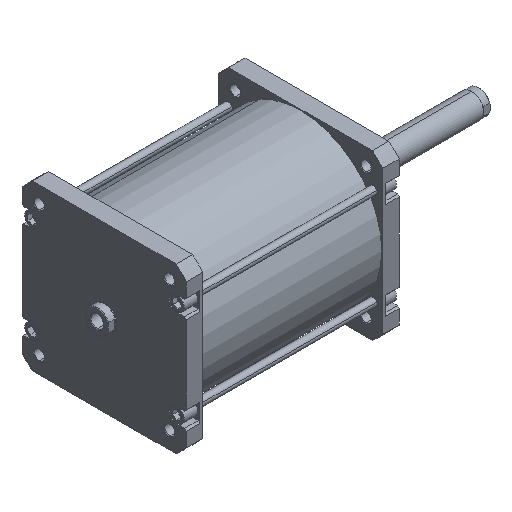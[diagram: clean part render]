
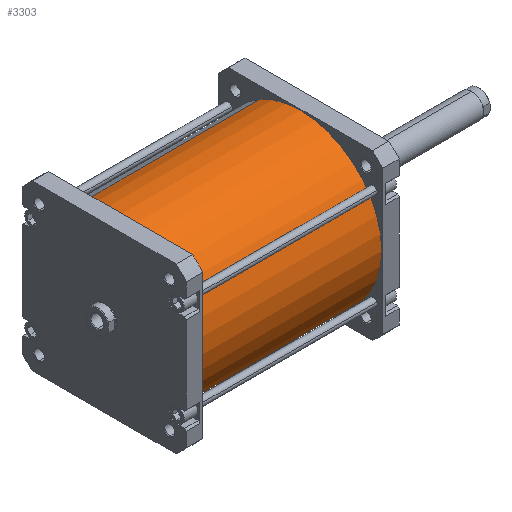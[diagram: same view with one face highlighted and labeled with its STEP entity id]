
A CAD part, isometric view. The second image highlights one B-rep face of the part: STEP entity #3303.
In plain terms, the highlighted cylindrical face has radius 168 mm (diameter 336 mm), a partial arc.
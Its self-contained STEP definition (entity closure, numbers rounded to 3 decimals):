
#603 = CARTESIAN_POINT ( 'NONE',  ( -168., 0., 372. ) ) ;
#609 = CARTESIAN_POINT ( 'NONE',  ( 168., 0., 0. ) ) ;
#627 = CARTESIAN_POINT ( 'NONE',  ( 168., 0., 372. ) ) ;
#630 = CARTESIAN_POINT ( 'NONE',  ( -168., 0., 0. ) ) ;
#1603 = EDGE_CURVE ( 'NONE', #6036, #6083, #3170, .T. ) ;
#1807 = ORIENTED_EDGE ( 'NONE', *, *, #2544, .T. ) ;
#1810 = ORIENTED_EDGE ( 'NONE', *, *, #2551, .F. ) ;
#1811 = ORIENTED_EDGE ( 'NONE', *, *, #1603, .F. ) ;
#1813 = ORIENTED_EDGE ( 'NONE', *, *, #2549, .T. ) ;
#2089 = EDGE_LOOP ( 'NONE', ( #1810, #1811, #1813, #1807 ) ) ;
#2544 = EDGE_CURVE ( 'NONE', #6086, #6051, #3753, .T. ) ;
#2549 = EDGE_CURVE ( 'NONE', #6036, #6086, #3756, .T. ) ;
#2551 = EDGE_CURVE ( 'NONE', #6083, #6051, #3760, .T. ) ;
#2631 = AXIS2_PLACEMENT_3D ( 'NONE', #5997, #6002, #5912 ) ;
#2754 = AXIS2_PLACEMENT_3D ( 'NONE', #4635, #4661, #4662 ) ;
#2829 = AXIS2_PLACEMENT_3D ( 'NONE', #5062, #5061, #5060 ) ;
#3170 = CIRCLE ( 'NONE', #2631, 168. ) ;
#3303 = ADVANCED_FACE ( 'NONE', ( #3951 ), #3954, .T. ) ;
#3688 = VECTOR ( 'NONE', #4696, 1000. ) ;
#3753 = CIRCLE ( 'NONE', #2754, 168. ) ;
#3756 = LINE ( 'NONE', #4685, #3757 ) ;
#3757 = VECTOR ( 'NONE', #4687, 1000. ) ;
#3760 = LINE ( 'NONE', #4660, #3688 ) ;
#3951 = FACE_OUTER_BOUND ( 'NONE', #2089, .T. ) ;
#3954 = CYLINDRICAL_SURFACE ( 'NONE', #2829, 168. ) ;
#4635 = CARTESIAN_POINT ( 'NONE',  ( 0., 0., 0. ) ) ;
#4660 = CARTESIAN_POINT ( 'NONE',  ( 168., 0., 372. ) ) ;
#4661 = DIRECTION ( 'NONE',  ( 0., 0., 1. ) ) ;
#4662 = DIRECTION ( 'NONE',  ( 1., 0., 0. ) ) ;
#4685 = CARTESIAN_POINT ( 'NONE',  ( -168., 0., 372. ) ) ;
#4687 = DIRECTION ( 'NONE',  ( 0., 0., -1. ) ) ;
#4696 = DIRECTION ( 'NONE',  ( 0., 0., -1. ) ) ;
#5060 = DIRECTION ( 'NONE',  ( -1., 0., 0. ) ) ;
#5061 = DIRECTION ( 'NONE',  ( 0., 0., -1. ) ) ;
#5062 = CARTESIAN_POINT ( 'NONE',  ( 0., 0., 372. ) ) ;
#5912 = DIRECTION ( 'NONE',  ( 1., 0., 0. ) ) ;
#5997 = CARTESIAN_POINT ( 'NONE',  ( 0., 0., 372. ) ) ;
#6002 = DIRECTION ( 'NONE',  ( 0., 0., 1. ) ) ;
#6036 = VERTEX_POINT ( 'NONE', #603 ) ;
#6051 = VERTEX_POINT ( 'NONE', #609 ) ;
#6083 = VERTEX_POINT ( 'NONE', #627 ) ;
#6086 = VERTEX_POINT ( 'NONE', #630 ) ;
